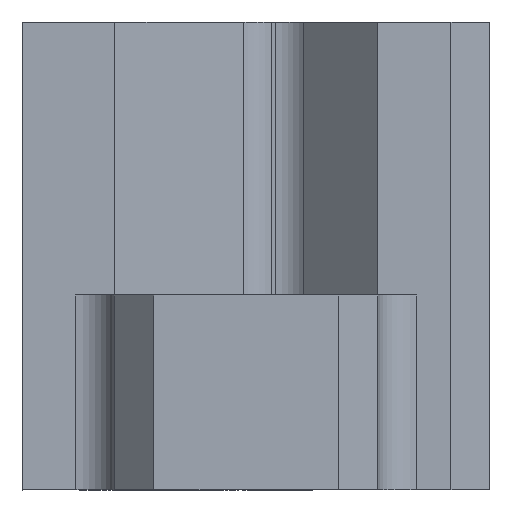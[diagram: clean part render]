
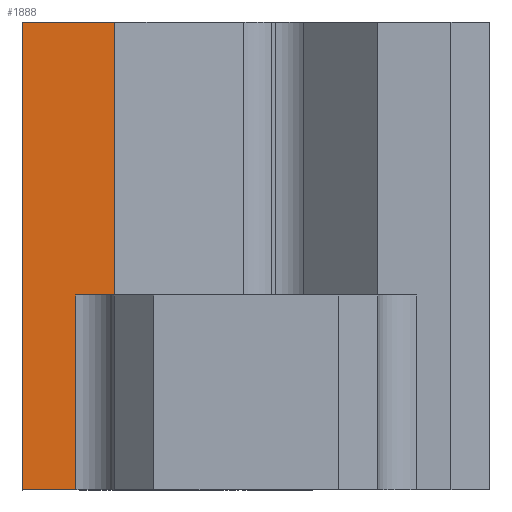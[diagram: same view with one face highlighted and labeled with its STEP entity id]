
A CAD part, left-side view. The second image highlights one B-rep face of the part: STEP entity #1888.
In plain terms, the highlighted planar face has unit normal (-1, 0, 0).
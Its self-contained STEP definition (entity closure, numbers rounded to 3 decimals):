
#272 = CARTESIAN_POINT ( 'NONE',  ( -47., 14.108, 30. ) ) ;
#367 = CARTESIAN_POINT ( 'NONE',  ( -47., 19.108, -5. ) ) ;
#453 = CARTESIAN_POINT ( 'NONE',  ( -47., 26., 30. ) ) ;
#515 = LINE ( 'NONE', #3120, #6340 ) ;
#838 = LINE ( 'NONE', #3796, #8221 ) ;
#869 = LINE ( 'NONE', #6759, #3721 ) ;
#1214 = VERTEX_POINT ( 'NONE', #2894 ) ;
#1512 = DIRECTION ( 'NONE',  ( 0., 0., -1. ) ) ;
#1544 = CARTESIAN_POINT ( 'NONE',  ( -47., 26., -30. ) ) ;
#1624 = VECTOR ( 'NONE', #6161, 1000. ) ;
#1888 = ADVANCED_FACE ( 'NONE', ( #5010 ), #2642, .F. ) ;
#2642 = PLANE ( 'NONE',  #5057 ) ;
#2760 = ORIENTED_EDGE ( 'NONE', *, *, #4411, .T. ) ;
#2894 = CARTESIAN_POINT ( 'NONE',  ( -47., 26., 30. ) ) ;
#3120 = CARTESIAN_POINT ( 'NONE',  ( -47., 26., -5. ) ) ;
#3256 = CARTESIAN_POINT ( 'NONE',  ( -47., 26., -30. ) ) ;
#3326 = VERTEX_POINT ( 'NONE', #1544 ) ;
#3382 = ORIENTED_EDGE ( 'NONE', *, *, #7493, .F. ) ;
#3632 = VERTEX_POINT ( 'NONE', #272 ) ;
#3721 = VECTOR ( 'NONE', #5455, 1000. ) ;
#3739 = LINE ( 'NONE', #4850, #6839 ) ;
#3796 = CARTESIAN_POINT ( 'NONE',  ( -47., 26., 30. ) ) ;
#3851 = EDGE_CURVE ( 'NONE', #1214, #3632, #7898, .T. ) ;
#4189 = ORIENTED_EDGE ( 'NONE', *, *, #3851, .F. ) ;
#4411 = EDGE_CURVE ( 'NONE', #6532, #8386, #515, .T. ) ;
#4850 = CARTESIAN_POINT ( 'NONE',  ( -47., 14.108, 30. ) ) ;
#5010 = FACE_OUTER_BOUND ( 'NONE', #5577, .T. ) ;
#5057 = AXIS2_PLACEMENT_3D ( 'NONE', #6602, #8574, #5923 ) ;
#5071 = ORIENTED_EDGE ( 'NONE', *, *, #7512, .T. ) ;
#5138 = DIRECTION ( 'NONE',  ( 0., -1., 0. ) ) ;
#5336 = ORIENTED_EDGE ( 'NONE', *, *, #5920, .F. ) ;
#5422 = EDGE_CURVE ( 'NONE', #3326, #7336, #6408, .T. ) ;
#5455 = DIRECTION ( 'NONE',  ( 0., 0., 1. ) ) ;
#5577 = EDGE_LOOP ( 'NONE', ( #7880, #5071, #2760, #3382, #4189, #5336 ) ) ;
#5830 = CARTESIAN_POINT ( 'NONE',  ( -47., 19.108, -30. ) ) ;
#5920 = EDGE_CURVE ( 'NONE', #3326, #1214, #838, .T. ) ;
#5923 = DIRECTION ( 'NONE',  ( 0., 0., -1. ) ) ;
#6152 = VECTOR ( 'NONE', #7085, 1000. ) ;
#6161 = DIRECTION ( 'NONE',  ( 0., -1., 0. ) ) ;
#6340 = VECTOR ( 'NONE', #5138, 1000. ) ;
#6408 = LINE ( 'NONE', #3256, #1624 ) ;
#6532 = VERTEX_POINT ( 'NONE', #367 ) ;
#6602 = CARTESIAN_POINT ( 'NONE',  ( -47., 26., 30. ) ) ;
#6759 = CARTESIAN_POINT ( 'NONE',  ( -47., 19.108, 30. ) ) ;
#6839 = VECTOR ( 'NONE', #1512, 1000. ) ;
#6875 = CARTESIAN_POINT ( 'NONE',  ( -47., 14.108, -5. ) ) ;
#7044 = DIRECTION ( 'NONE',  ( 0., 0., 1. ) ) ;
#7085 = DIRECTION ( 'NONE',  ( 0., -1., 0. ) ) ;
#7336 = VERTEX_POINT ( 'NONE', #5830 ) ;
#7493 = EDGE_CURVE ( 'NONE', #3632, #8386, #3739, .T. ) ;
#7512 = EDGE_CURVE ( 'NONE', #7336, #6532, #869, .T. ) ;
#7880 = ORIENTED_EDGE ( 'NONE', *, *, #5422, .T. ) ;
#7898 = LINE ( 'NONE', #453, #6152 ) ;
#8221 = VECTOR ( 'NONE', #7044, 1000. ) ;
#8386 = VERTEX_POINT ( 'NONE', #6875 ) ;
#8574 = DIRECTION ( 'NONE',  ( 1., 0., 0. ) ) ;
